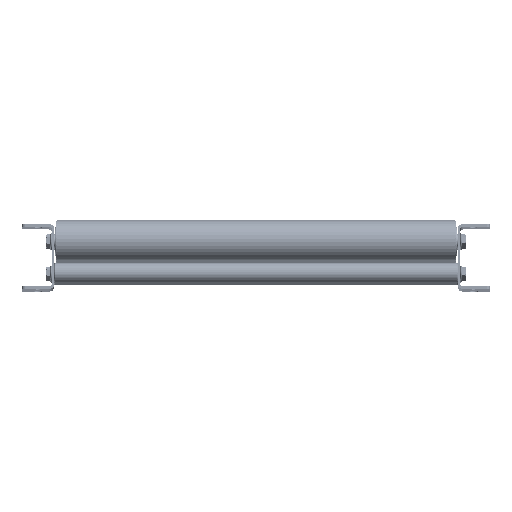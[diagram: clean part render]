
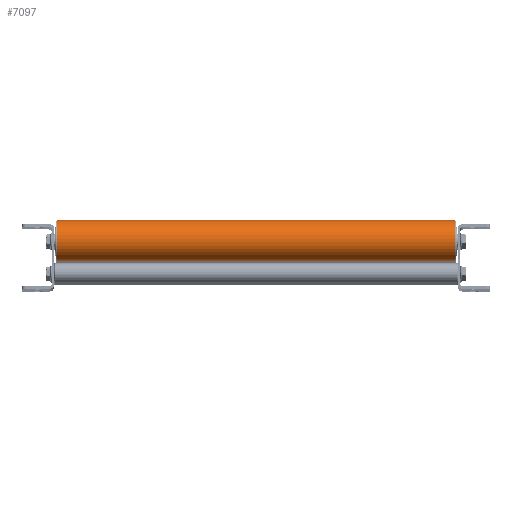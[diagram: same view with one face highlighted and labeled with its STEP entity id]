
A CAD part, top view. The second image highlights one B-rep face of the part: STEP entity #7097.
In plain terms, the highlighted cylindrical face has radius 25 mm (diameter 50 mm), a full revolution.
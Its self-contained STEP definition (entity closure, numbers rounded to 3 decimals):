
#434 = ORIENTED_EDGE ( 'NONE', *, *, #17301, .F. ) ;
#924 = AXIS2_PLACEMENT_3D ( 'NONE', #7535, #14515, #3529 ) ;
#3529 = DIRECTION ( 'NONE',  ( 0., 0., -1. ) ) ;
#3835 = CYLINDRICAL_SURFACE ( 'NONE', #5954, 25. ) ;
#3852 = DIRECTION ( 'NONE',  ( 0., 0., -1. ) ) ;
#5954 = AXIS2_PLACEMENT_3D ( 'NONE', #14716, #17717, #10406 ) ;
#7097 = ADVANCED_FACE ( 'Fl�che1', ( #7934, #16178 ), #3835, .T. ) ;
#7535 = CARTESIAN_POINT ( 'NONE',  ( 492.6, 0., 0. ) ) ;
#7934 = FACE_OUTER_BOUND ( 'NONE', #12183, .T. ) ;
#8418 = EDGE_LOOP ( 'NONE', ( #17886 ) ) ;
#8837 = VERTEX_POINT ( 'NONE', #13213 ) ;
#10036 = EDGE_CURVE ( 'NONE', #10760, #10760, #13104, .T. ) ;
#10406 = DIRECTION ( 'NONE',  ( 0., 0., 1. ) ) ;
#10760 = VERTEX_POINT ( 'NONE', #15983 ) ;
#10874 = CIRCLE ( 'NONE', #924, 25. ) ;
#12183 = EDGE_LOOP ( 'NONE', ( #434 ) ) ;
#13104 = CIRCLE ( 'NONE', #14878, 25. ) ;
#13213 = CARTESIAN_POINT ( 'NONE',  ( 492.6, 0., -25. ) ) ;
#14515 = DIRECTION ( 'NONE',  ( 1., 0., 0. ) ) ;
#14716 = CARTESIAN_POINT ( 'NONE',  ( 492.6, 0., 0. ) ) ;
#14878 = AXIS2_PLACEMENT_3D ( 'NONE', #16014, #16382, #3852 ) ;
#15983 = CARTESIAN_POINT ( 'NONE',  ( 0., 0., -25. ) ) ;
#16014 = CARTESIAN_POINT ( 'NONE',  ( 0., 0., 0. ) ) ;
#16178 = FACE_OUTER_BOUND ( 'NONE', #8418, .T. ) ;
#16382 = DIRECTION ( 'NONE',  ( 1., 0., 0. ) ) ;
#17301 = EDGE_CURVE ( 'NONE', #8837, #8837, #10874, .T. ) ;
#17717 = DIRECTION ( 'NONE',  ( -1., 0., 0. ) ) ;
#17886 = ORIENTED_EDGE ( 'NONE', *, *, #10036, .T. ) ;
